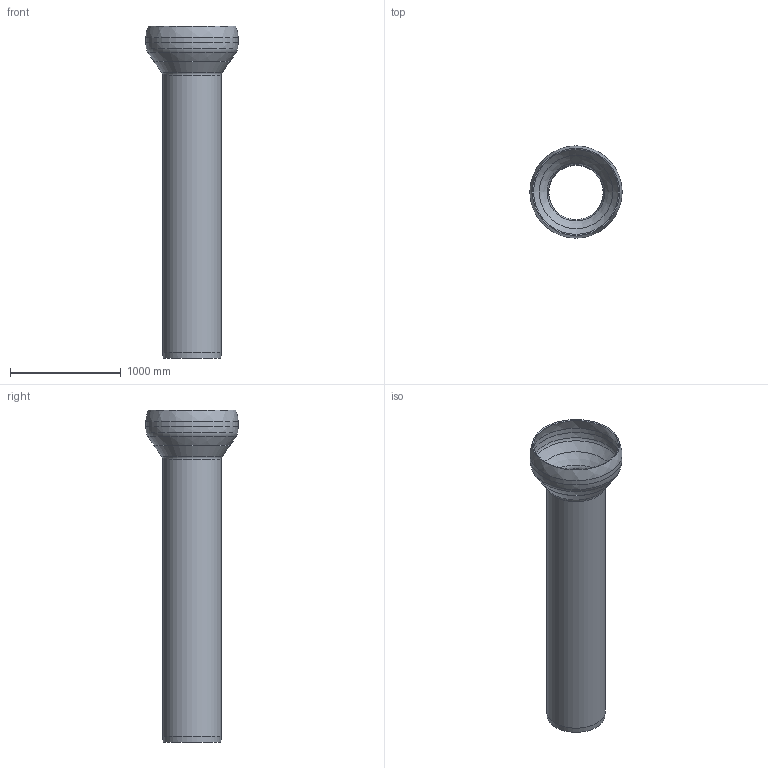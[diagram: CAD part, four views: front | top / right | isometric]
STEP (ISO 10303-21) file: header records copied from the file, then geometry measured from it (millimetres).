
FILE_DESCRIPTION(/* description */ (''),/* implementation_level */ '2;1');
FILE_NAME(/* name */ '21210.050X_3D.stp',/* time_stamp */ '2025-07-22T09:44:50+02:00',/* author */ ('CAD'),/* organization */ (''),/* preprocessor_version */ 'ST-DEVELOPER v20',/* originating_system */ 'AutoCAD Mechanical',/* authorisation */ '');
FILE_SCHEMA (('AUTOMOTIVE_DESIGN { 1 0 10303 214 3 1 1 }'));
Length unit declared in the file: centimetre
Products named in the file (2): Product; *S1
Assembly tree (1 placements, depth 2):
  Product
    *S1
Bounding box: 834 x 834 x 3000 mm (x, y, z)
Volume: 76254662.1 mm3; surface area: 10561857.8 mm2
Topology: 1 solids, 1 shells, 21 faces, 54 edges, 33 vertices
Faces by surface type: cone 7, bspline 6, torus 4, cylinder 4
Full cylindrical faces by diameter (mm): 500 x1, 530 x1, 810 x1, 834 x1
Entity records: 838 total; most frequent: CARTESIAN_POINT 267, DIRECTION 133, ORIENTED_EDGE 108, AXIS2_PLACEMENT_3D 61, EDGE_CURVE 54, CIRCLE 43, VERTEX_POINT 33, FACE_OUTER_BOUND 21
